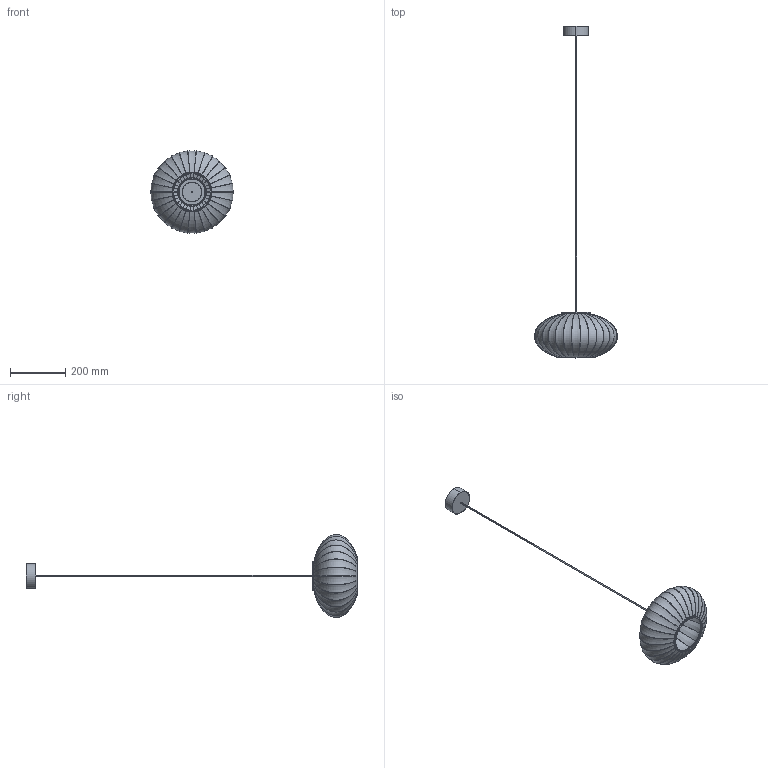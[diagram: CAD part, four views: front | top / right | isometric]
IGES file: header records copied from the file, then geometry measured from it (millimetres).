
Start section: SolidWorks IGES file using analytic representation for surfaces
Global section: file name: Conjunto Mei pendant C.IGS; native system: SolidWorks 2020; preprocessor: SolidWorks 2020; author: gerard; date: 200609.151322; units: millimetre
Bounding box: 300.58 x 1201.04 x 299.05 mm (x, y, z)
Surface area: 434136.7 mm2 (no closed solid volume)
Topology: 0 solids, 0 shells, 247 faces, 6547 edges, 6547 vertices
Faces by surface type: bspline 225, revolution 22
